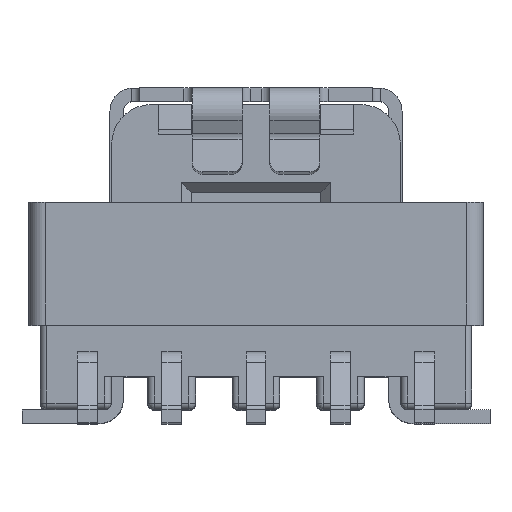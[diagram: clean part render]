
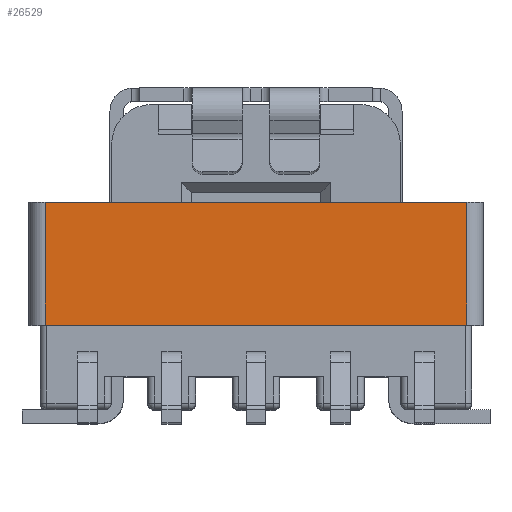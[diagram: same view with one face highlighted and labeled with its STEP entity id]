
A CAD part, top view. The second image highlights one B-rep face of the part: STEP entity #26529.
In plain terms, the highlighted planar face has unit normal (0, 0, 1).
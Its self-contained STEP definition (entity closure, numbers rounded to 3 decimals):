
#7920=DIRECTION('',(-1.,0.,0.));
#7921=VECTOR('',#7920,12.7);
#7922=CARTESIAN_POINT('',(6.35,3.6,6.775));
#7923=LINE('',#7922,#7921);
#7979=DIRECTION('',(0.,-1.,0.));
#7980=VECTOR('',#7979,3.7);
#7981=CARTESIAN_POINT('',(6.35,3.6,6.775));
#7982=LINE('',#7981,#7980);
#7983=DIRECTION('',(-1.,0.,0.));
#7984=VECTOR('',#7983,12.7);
#7985=CARTESIAN_POINT('',(6.35,-0.1,6.775));
#7986=LINE('',#7985,#7984);
#7987=DIRECTION('',(0.,-1.,0.));
#7988=VECTOR('',#7987,3.7);
#7989=CARTESIAN_POINT('',(-6.35,3.6,6.775));
#7990=LINE('',#7989,#7988);
#10688=CARTESIAN_POINT('',(6.35,-0.1,6.775));
#10690=VERTEX_POINT('',#10688);
#10691=CARTESIAN_POINT('',(6.35,3.6,6.775));
#10692=VERTEX_POINT('',#10691);
#10695=CARTESIAN_POINT('',(-6.35,-0.1,6.775));
#10697=VERTEX_POINT('',#10695);
#10701=CARTESIAN_POINT('',(-6.35,3.6,6.775));
#10702=VERTEX_POINT('',#10701);
#26517=CARTESIAN_POINT('',(-6.3,-0.1,6.775));
#26518=DIRECTION('',(0.,0.,1.));
#26519=DIRECTION('',(1.,0.,0.));
#26520=AXIS2_PLACEMENT_3D('',#26517,#26518,#26519);
#26521=PLANE('',#26520);
#26522=ORIENTED_EDGE('',*,*,#26503,.T.);
#26523=ORIENTED_EDGE('',*,*,#13652,.T.);
#26525=ORIENTED_EDGE('',*,*,#26524,.F.);
#26526=ORIENTED_EDGE('',*,*,#26371,.F.);
#26527=EDGE_LOOP('',(#26522,#26523,#26525,#26526));
#26528=FACE_OUTER_BOUND('',#26527,.F.);
#26529=ADVANCED_FACE('',(#26528),#26521,.T.);
#13652=EDGE_CURVE('',#10690,#10697,#7986,.T.);
#26371=EDGE_CURVE('',#10692,#10702,#7923,.T.);
#26503=EDGE_CURVE('',#10692,#10690,#7982,.T.);
#26524=EDGE_CURVE('',#10702,#10697,#7990,.T.);
